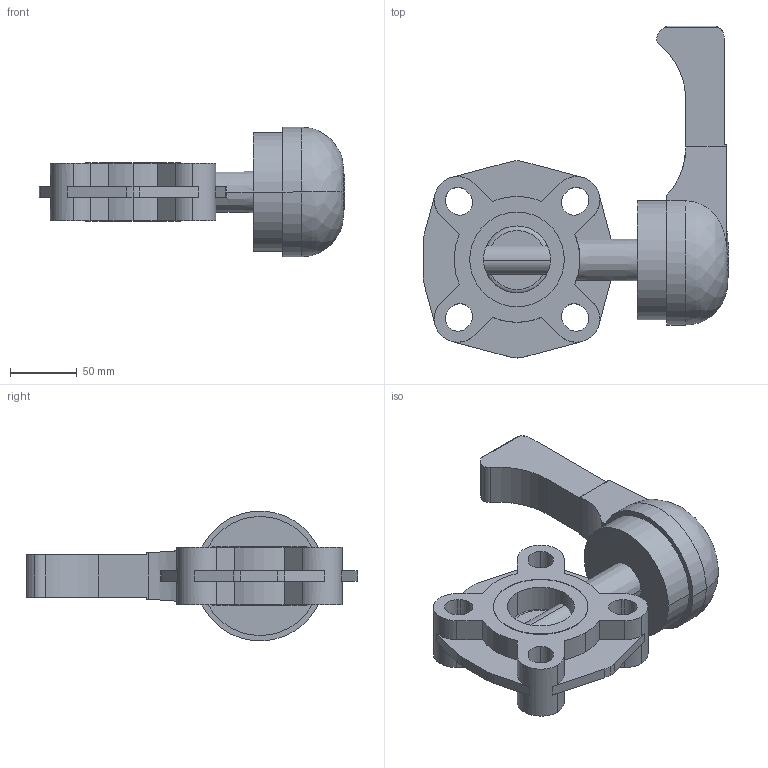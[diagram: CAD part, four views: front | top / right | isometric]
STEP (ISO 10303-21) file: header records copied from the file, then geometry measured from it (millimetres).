
FILE_DESCRIPTION(('STEP AP214'),'1');
FILE_NAME('fkomlm063f.stp','2018-03-07T07:28:08',('TraceParts'),('TraceParts S.A.'),'Spatial InterOp 3D',' ',' ');
FILE_SCHEMA(('automotive_design'));
Length unit declared in the file: millimetre
Products named in the file (4): fkomlm063f_1; fkomlm063f_2; fkomlm063f_3; fkomlm063f_4
Bounding box: 228.09 x 248.14 x 96.99 mm (x, y, z)
Volume: 1026359 mm3; surface area: 138901.6 mm2
Topology: 4 solids, 4 shells, 204 faces, 556 edges, 371 vertices
Faces by surface type: plane 101, cylinder 95, torus 4, bspline 2, cone 2
Entity records: 8595 total; most frequent: CARTESIAN_POINT 1513, DIRECTION 1164, ORIENTED_EDGE 1112, EDGE_CURVE 556, AXIS2_PLACEMENT_3D 424, VERTEX_POINT 371, LINE 316, VECTOR 316
